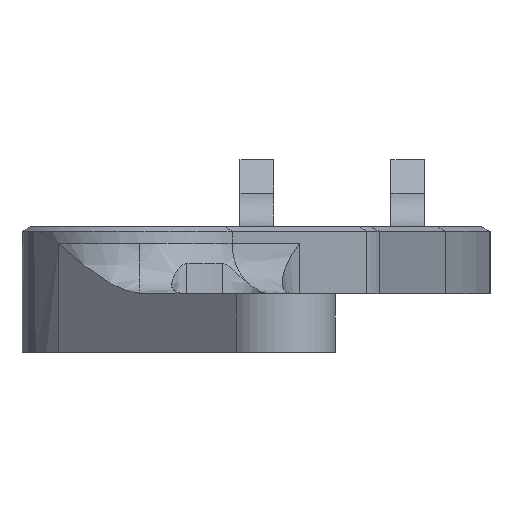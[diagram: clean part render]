
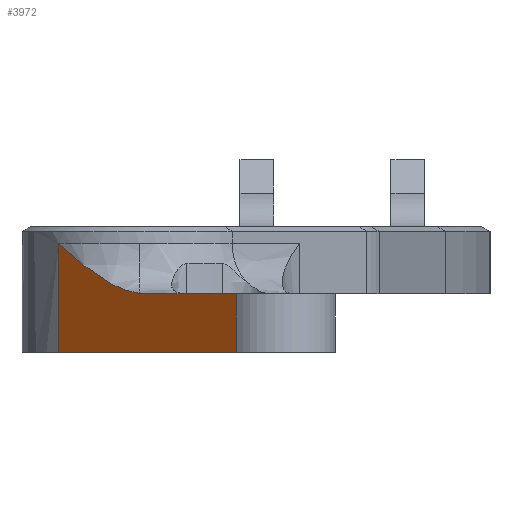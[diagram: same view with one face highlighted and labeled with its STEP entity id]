
A CAD part, left-side view. The second image highlights one B-rep face of the part: STEP entity #3972.
In plain terms, the highlighted free-form (B-spline) face has degree [1, 1] with [2, 2] control points.
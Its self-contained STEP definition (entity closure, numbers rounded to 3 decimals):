
#9 = CARTESIAN_POINT ( 'NONE',  ( 964.884, 1199.049, 4.697 ) ) ;
#117 = EDGE_CURVE ( 'NONE', #3142, #2280, #3291, .T. ) ;
#270 = CARTESIAN_POINT ( 'NONE',  ( 959.915, 1193.793, 0.929 ) ) ;
#294 = CARTESIAN_POINT ( 'NONE',  ( 961.788, 1195.774, 2.098 ) ) ;
#303 = VERTEX_POINT ( 'NONE', #1385 ) ;
#318 = CARTESIAN_POINT ( 'NONE',  ( 966.263, 1200.508, -7. ) ) ;
#344 = ORIENTED_EDGE ( 'NONE', *, *, #1752, .T. ) ;
#358 = CARTESIAN_POINT ( 'NONE',  ( 962.427, 1196.451, 2.574 ) ) ;
#362 = B_SPLINE_SURFACE_WITH_KNOTS ( 'NONE', 1, 1, ( 
 ( #888, #558 ),
 ( #2597, #2247 ) ),
 .UNSPECIFIED., .F., .F., .F.,
 ( 2, 2 ),
 ( 2, 2 ),
 ( -32.106, 2.934 ),
 ( -14.312, 1.312 ),
 .UNSPECIFIED. ) ;
#372 = CARTESIAN_POINT ( 'NONE',  ( 946.223, 1179.309, 0. ) ) ;
#555 = B_SPLINE_CURVE_WITH_KNOTS ( 'NONE', 1,
 ( #3342, #372 ),
 .UNSPECIFIED., .F., .F.,
 ( 2, 2 ),
 ( 0., 7. ),
 .UNSPECIFIED. ) ;
#558 = CARTESIAN_POINT ( 'NONE',  ( 944.207, 1177.177, -8.312 ) ) ;
#564 = VERTEX_POINT ( 'NONE', #2905 ) ;
#580 = CARTESIAN_POINT ( 'NONE',  ( 966.263, 1200.508, -7. ) ) ;
#625 = CARTESIAN_POINT ( 'NONE',  ( 961.248, 1195.203, 1.723 ) ) ;
#670 = CARTESIAN_POINT ( 'NONE',  ( 964.56, 1198.707, 4.397 ) ) ;
#698 = CARTESIAN_POINT ( 'NONE',  ( 956.687, 1190.379, 0. ) ) ;
#796 = EDGE_LOOP ( 'NONE', ( #1388, #1580, #1200, #2784, #344, #2282 ) ) ;
#868 = B_SPLINE_CURVE_WITH_KNOTS ( 'NONE', 1,
 ( #318, #2621 ),
 .UNSPECIFIED., .F., .F.,
 ( 2, 2 ),
 ( 0., 29.172 ),
 .UNSPECIFIED. ) ;
#888 = CARTESIAN_POINT ( 'NONE',  ( 944.207, 1177.177, 7.312 ) ) ;
#909 = CARTESIAN_POINT ( 'NONE',  ( 966.263, 1200.508, -7. ) ) ;
#963 = VERTEX_POINT ( 'NONE', #3020 ) ;
#976 = CARTESIAN_POINT ( 'NONE',  ( 963.195, 1197.263, 3.195 ) ) ;
#988 = CARTESIAN_POINT ( 'NONE',  ( 957.171, 1190.89, 0.045 ) ) ;
#1006 = CARTESIAN_POINT ( 'NONE',  ( 956.451, 1190.129, 0. ) ) ;
#1016 = CARTESIAN_POINT ( 'NONE',  ( 965.416, 1199.612, 5.195 ) ) ;
#1038 = EDGE_CURVE ( 'NONE', #2280, #963, #2893, .T. ) ;
#1200 = ORIENTED_EDGE ( 'NONE', *, *, #2647, .T. ) ;
#1261 = CARTESIAN_POINT ( 'NONE',  ( 963.507, 1197.593, 3.46 ) ) ;
#1302 = CARTESIAN_POINT ( 'NONE',  ( 965.136, 1199.316, 4.932 ) ) ;
#1320 = EDGE_CURVE ( 'NONE', #303, #3142, #555, .T. ) ;
#1326 = CARTESIAN_POINT ( 'NONE',  ( 961.604, 1195.58, 1.969 ) ) ;
#1346 = CARTESIAN_POINT ( 'NONE',  ( 959.087, 1192.917, 0.561 ) ) ;
#1385 = CARTESIAN_POINT ( 'NONE',  ( 946.223, 1179.309, -7. ) ) ;
#1388 = ORIENTED_EDGE ( 'NONE', *, *, #117, .T. ) ;
#1580 = ORIENTED_EDGE ( 'NONE', *, *, #1038, .T. ) ;
#1626 = CARTESIAN_POINT ( 'NONE',  ( 962.711, 1196.751, 2.8 ) ) ;
#1694 = CARTESIAN_POINT ( 'NONE',  ( 960.595, 1194.513, 1.301 ) ) ;
#1714 = CARTESIAN_POINT ( 'NONE',  ( 956.451, 1190.129, 0. ) ) ;
#1752 = EDGE_CURVE ( 'NONE', #3992, #303, #868, .T. ) ;
#1822 = CARTESIAN_POINT ( 'NONE',  ( 946.223, 1179.309, 0. ) ) ;
#1826 = CARTESIAN_POINT ( 'NONE',  ( 957.171, 1190.89, 0.045 ) ) ;
#1932 = CARTESIAN_POINT ( 'NONE',  ( 962.854, 1196.902, 2.916 ) ) ;
#1953 = CARTESIAN_POINT ( 'NONE',  ( 965.157, 1199.339, 4.952 ) ) ;
#1977 = CARTESIAN_POINT ( 'NONE',  ( 963.928, 1198.038, 3.829 ) ) ;
#1995 = CARTESIAN_POINT ( 'NONE',  ( 965.039, 1199.213, 4.842 ) ) ;
#2017 = EDGE_CURVE ( 'NONE', #564, #3992, #2075, .T. ) ;
#2021 = CARTESIAN_POINT ( 'NONE',  ( 962.058, 1196.06, 2.294 ) ) ;
#2075 = B_SPLINE_CURVE_WITH_KNOTS ( 'NONE', 1,
 ( #2962, #580 ),
 .UNSPECIFIED., .F., .F.,
 ( 2, 2 ),
 ( 0., 13. ),
 .UNSPECIFIED. ) ;
#2247 = CARTESIAN_POINT ( 'NONE',  ( 968.279, 1202.64, -8.312 ) ) ;
#2280 = VERTEX_POINT ( 'NONE', #1714 ) ;
#2282 = ORIENTED_EDGE ( 'NONE', *, *, #1320, .T. ) ;
#2292 = CARTESIAN_POINT ( 'NONE',  ( 966.263, 1200.508, 6. ) ) ;
#2312 = CARTESIAN_POINT ( 'NONE',  ( 959.232, 1193.071, 0.621 ) ) ;
#2336 = CARTESIAN_POINT ( 'NONE',  ( 959.162, 1192.997, 0.592 ) ) ;
#2576 = CARTESIAN_POINT ( 'NONE',  ( 961.655, 1195.634, 2.004 ) ) ;
#2597 = CARTESIAN_POINT ( 'NONE',  ( 968.279, 1202.64, 7.312 ) ) ;
#2598 = CARTESIAN_POINT ( 'NONE',  ( 965.106, 1199.284, 4.904 ) ) ;
#2621 = CARTESIAN_POINT ( 'NONE',  ( 946.223, 1179.309, -7. ) ) ;
#2641 = CARTESIAN_POINT ( 'NONE',  ( 963.979, 1198.092, 3.874 ) ) ;
#2647 = EDGE_CURVE ( 'NONE', #963, #564, #4125, .T. ) ;
#2659 = CARTESIAN_POINT ( 'NONE',  ( 961.527, 1195.499, 1.915 ) ) ;
#2784 = ORIENTED_EDGE ( 'NONE', *, *, #2017, .T. ) ;
#2893 = B_SPLINE_CURVE_WITH_KNOTS ( 'NONE', 3,
 ( #1006, #698, #2976, #988 ),
 .UNSPECIFIED., .F., .F.,
 ( 4, 4 ),
 ( 0., 0.07 ),
 .UNSPECIFIED. ) ;
#2905 = CARTESIAN_POINT ( 'NONE',  ( 966.263, 1200.508, 6. ) ) ;
#2943 = CARTESIAN_POINT ( 'NONE',  ( 958.199, 1191.978, 0.232 ) ) ;
#2962 = CARTESIAN_POINT ( 'NONE',  ( 966.263, 1200.508, 6. ) ) ;
#2976 = CARTESIAN_POINT ( 'NONE',  ( 956.927, 1190.633, 0.015 ) ) ;
#3020 = CARTESIAN_POINT ( 'NONE',  ( 957.171, 1190.89, 0.045 ) ) ;
#3142 = VERTEX_POINT ( 'NONE', #3918 ) ;
#3242 = CARTESIAN_POINT ( 'NONE',  ( 965.124, 1199.303, 4.921 ) ) ;
#3264 = CARTESIAN_POINT ( 'NONE',  ( 959.396, 1193.244, 0.691 ) ) ;
#3291 = B_SPLINE_CURVE_WITH_KNOTS ( 'NONE', 1,
 ( #1822, #3842 ),
 .UNSPECIFIED., .F., .F.,
 ( 2, 2 ),
 ( 0., 14.889 ),
 .UNSPECIFIED. ) ;
#3309 = CARTESIAN_POINT ( 'NONE',  ( 965.139, 1199.319, 4.935 ) ) ;
#3327 = CARTESIAN_POINT ( 'NONE',  ( 958.843, 1192.659, 0.463 ) ) ;
#3342 = CARTESIAN_POINT ( 'NONE',  ( 946.223, 1179.309, -7. ) ) ;
#3556 = CARTESIAN_POINT ( 'NONE',  ( 962.894, 1196.945, 2.948 ) ) ;
#3602 = CARTESIAN_POINT ( 'NONE',  ( 962.98, 1197.035, 3.018 ) ) ;
#3825 = CARTESIAN_POINT ( 'NONE',  ( 957.576, 1191.319, 0.095 ) ) ;
#3842 = CARTESIAN_POINT ( 'NONE',  ( 956.451, 1190.129, 0. ) ) ;
#3893 = CARTESIAN_POINT ( 'NONE',  ( 964.259, 1198.389, 4.124 ) ) ;
#3913 = CARTESIAN_POINT ( 'NONE',  ( 965.797, 1200.015, 5.556 ) ) ;
#3918 = CARTESIAN_POINT ( 'NONE',  ( 946.223, 1179.309, 0. ) ) ;
#3934 = FACE_OUTER_BOUND ( 'NONE', #796, .T. ) ;
#3936 = CARTESIAN_POINT ( 'NONE',  ( 959.116, 1192.948, 0.572 ) ) ;
#3972 = ADVANCED_FACE ( 'NONE', ( #3934 ), #362, .T. ) ;
#3979 = CARTESIAN_POINT ( 'NONE',  ( 963.787, 1197.889, 3.704 ) ) ;
#3992 = VERTEX_POINT ( 'NONE', #909 ) ;
#4125 = B_SPLINE_CURVE_WITH_KNOTS ( 'NONE', 3,
 ( #1826, #3825, #2943, #3327, #1346, #3936, #2336, #2312, #3264, #270, #1694, #625, #2659, #1326, #2576, #4215, #294, #2021, #358, #1626, #1932, #3556, #3602, #976, #1261, #3979, #1977, #2641, #4265, #3893, #670, #9, #1995, #2598, #3242, #1302, #3309, #1953, #1016, #3913, #2292 ),
 .UNSPECIFIED., .F., .F.,
 ( 4, 1, 2, 2, 1, 1, 1, 1, 1, 1, 2, 2, 1, 1, 2, 2, 1, 1, 2, 2, 1, 1, 1, 1, 1, 2, 2, 1, 4 ),
 ( 0.07, 0.186, 0.244, 0.252, 0.259, 0.273, 0.302, 0.419, 0.477, 0.491, 0.499, 0.506, 0.535, 0.593, 0.622, 0.637, 0.651, 0.709, 0.738, 0.753, 0.767, 0.826, 0.855, 0.869, 0.873, 0.875, 0.876, 0.884, 1. ),
 .UNSPECIFIED. ) ;
#4215 = CARTESIAN_POINT ( 'NONE',  ( 961.676, 1195.656, 2.019 ) ) ;
#4265 = CARTESIAN_POINT ( 'NONE',  ( 964.058, 1198.176, 3.944 ) ) ;
